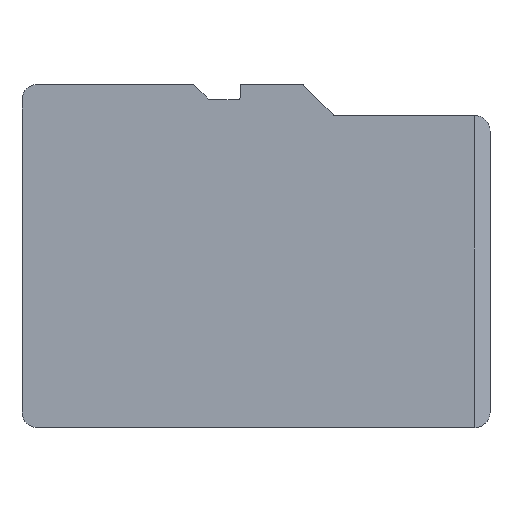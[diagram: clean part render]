
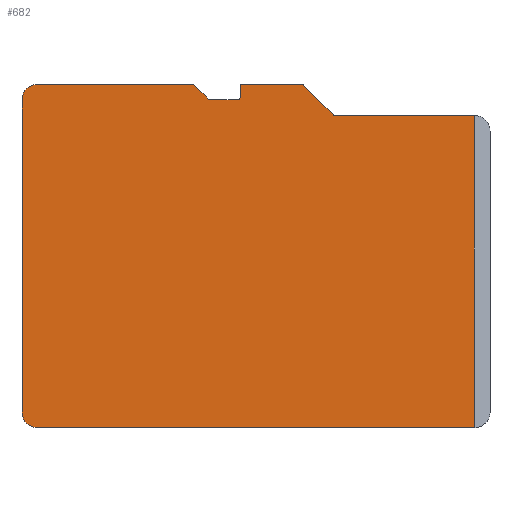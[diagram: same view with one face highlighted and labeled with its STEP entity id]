
A CAD part, top view. The second image highlights one B-rep face of the part: STEP entity #682.
In plain terms, the highlighted planar face has unit normal (0, 0, 1).
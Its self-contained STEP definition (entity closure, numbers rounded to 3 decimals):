
#332=CARTESIAN_POINT('',(-38.8,-4.605,-3.905));
#333=VERTEX_POINT('',#332);
#418=CARTESIAN_POINT('',(-38.8,5.395,-3.905));
#419=VERTEX_POINT('',#418);
#436=CARTESIAN_POINT('',(-38.8,-4.605,-3.905));
#437=DIRECTION('',(0.,1.,0.));
#438=VECTOR('',#437,10.);
#439=LINE('',#436,#438);
#440=EDGE_CURVE('',#333,#419,#439,.T.);
#483=CARTESIAN_POINT('',(-53.154,-4.459,-3.905));
#484=VERTEX_POINT('',#483);
#491=CARTESIAN_POINT('',(-53.3,-4.105,-3.905));
#492=VERTEX_POINT('',#491);
#493=CARTESIAN_POINT('',(-52.8,-4.105,-3.905));
#494=DIRECTION('',(-0.,0.,-1.));
#495=DIRECTION('',(0.,1.,0.));
#496=AXIS2_PLACEMENT_3D('',#493,#494,#495);
#497=CIRCLE('',#496,0.5);
#498=EDGE_CURVE('',#484,#492,#497,.T.);
#524=CARTESIAN_POINT('',(-53.3,5.895,-3.905));
#525=VERTEX_POINT('',#524);
#526=CARTESIAN_POINT('',(-53.3,-4.105,-3.905));
#527=DIRECTION('',(0.,1.,0.));
#528=VECTOR('',#527,10.);
#529=LINE('',#526,#528);
#530=EDGE_CURVE('',#492,#525,#529,.T.);
#549=CARTESIAN_POINT('',(-38.55,-4.355,-3.905));
#550=DIRECTION('',(-0.,0.,-1.));
#551=DIRECTION('',(0.,1.,0.));
#552=AXIS2_PLACEMENT_3D('',#549,#550,#551);
#553=PLANE('',#552);
#554=ORIENTED_EDGE('',*,*,#498,.F.);
#555=CARTESIAN_POINT('',(-52.8,-4.605,-3.905));
#556=VERTEX_POINT('',#555);
#557=CARTESIAN_POINT('',(-52.8,-4.105,-3.905));
#558=DIRECTION('',(-0.,0.,-1.));
#559=DIRECTION('',(0.,1.,0.));
#560=AXIS2_PLACEMENT_3D('',#557,#558,#559);
#561=CIRCLE('',#560,0.5);
#562=EDGE_CURVE('',#556,#484,#561,.T.);
#563=ORIENTED_EDGE('',*,*,#562,.F.);
#564=CARTESIAN_POINT('',(-38.8,-4.605,-3.905));
#565=DIRECTION('',(-1.,0.,0.));
#566=VECTOR('',#565,14.);
#567=LINE('',#564,#566);
#568=EDGE_CURVE('',#333,#556,#567,.T.);
#569=ORIENTED_EDGE('',*,*,#568,.F.);
#570=ORIENTED_EDGE('',*,*,#440,.T.);
#571=CARTESIAN_POINT('',(-43.259,5.395,-3.905));
#572=VERTEX_POINT('',#571);
#573=CARTESIAN_POINT('',(-43.259,5.395,-3.905));
#574=DIRECTION('',(1.,-0.,-0.));
#575=VECTOR('',#574,4.459);
#576=LINE('',#573,#575);
#577=EDGE_CURVE('',#572,#419,#576,.T.);
#578=ORIENTED_EDGE('',*,*,#577,.F.);
#579=CARTESIAN_POINT('',(-43.329,5.424,-3.905));
#580=VERTEX_POINT('',#579);
#581=CARTESIAN_POINT('',(-43.259,5.495,-3.905));
#582=DIRECTION('',(0.,-0.,1.));
#583=DIRECTION('',(-0.,-1.,-0.));
#584=AXIS2_PLACEMENT_3D('',#581,#582,#583);
#585=CIRCLE('',#584,0.1);
#586=EDGE_CURVE('',#580,#572,#585,.T.);
#587=ORIENTED_EDGE('',*,*,#586,.F.);
#588=CARTESIAN_POINT('',(-44.271,6.366,-3.905));
#589=VERTEX_POINT('',#588);
#590=CARTESIAN_POINT('',(-44.271,6.366,-3.905));
#591=DIRECTION('',(0.707,-0.707,-0.));
#592=VECTOR('',#591,1.331);
#593=LINE('',#590,#592);
#594=EDGE_CURVE('',#589,#580,#593,.T.);
#595=ORIENTED_EDGE('',*,*,#594,.F.);
#596=CARTESIAN_POINT('',(-44.341,6.395,-3.905));
#597=VERTEX_POINT('',#596);
#598=CARTESIAN_POINT('',(-44.341,6.295,-3.905));
#599=DIRECTION('',(-0.,0.,-1.));
#600=DIRECTION('',(-0.,-1.,-0.));
#601=AXIS2_PLACEMENT_3D('',#598,#599,#600);
#602=CIRCLE('',#601,0.1);
#603=EDGE_CURVE('',#597,#589,#602,.T.);
#604=ORIENTED_EDGE('',*,*,#603,.F.);
#605=CARTESIAN_POINT('',(-46.3,6.395,-3.905));
#606=VERTEX_POINT('',#605);
#607=CARTESIAN_POINT('',(-46.3,6.395,-3.905));
#608=DIRECTION('',(1.,-0.,-0.));
#609=VECTOR('',#608,1.959);
#610=LINE('',#607,#609);
#611=EDGE_CURVE('',#606,#597,#610,.T.);
#612=ORIENTED_EDGE('',*,*,#611,.F.);
#613=CARTESIAN_POINT('',(-46.3,5.995,-3.905));
#614=VERTEX_POINT('',#613);
#615=CARTESIAN_POINT('',(-46.3,5.995,-3.905));
#616=DIRECTION('',(0.,1.,0.));
#617=VECTOR('',#616,0.4);
#618=LINE('',#615,#617);
#619=EDGE_CURVE('',#614,#606,#618,.T.);
#620=ORIENTED_EDGE('',*,*,#619,.F.);
#621=CARTESIAN_POINT('',(-46.4,5.895,-3.905));
#622=VERTEX_POINT('',#621);
#623=CARTESIAN_POINT('',(-46.4,5.995,-3.905));
#624=DIRECTION('',(0.,-0.,1.));
#625=DIRECTION('',(-0.,-1.,-0.));
#626=AXIS2_PLACEMENT_3D('',#623,#624,#625);
#627=CIRCLE('',#626,0.1);
#628=EDGE_CURVE('',#622,#614,#627,.T.);
#629=ORIENTED_EDGE('',*,*,#628,.F.);
#630=CARTESIAN_POINT('',(-47.259,5.895,-3.905));
#631=VERTEX_POINT('',#630);
#632=CARTESIAN_POINT('',(-47.259,5.895,-3.905));
#633=DIRECTION('',(1.,-0.,-0.));
#634=VECTOR('',#633,0.859);
#635=LINE('',#632,#634);
#636=EDGE_CURVE('',#631,#622,#635,.T.);
#637=ORIENTED_EDGE('',*,*,#636,.F.);
#638=CARTESIAN_POINT('',(-47.329,5.924,-3.905));
#639=VERTEX_POINT('',#638);
#640=CARTESIAN_POINT('',(-47.259,5.995,-3.905));
#641=DIRECTION('',(0.,-0.,1.));
#642=DIRECTION('',(-0.,-1.,-0.));
#643=AXIS2_PLACEMENT_3D('',#640,#641,#642);
#644=CIRCLE('',#643,0.1);
#645=EDGE_CURVE('',#639,#631,#644,.T.);
#646=ORIENTED_EDGE('',*,*,#645,.F.);
#647=CARTESIAN_POINT('',(-47.8,6.395,-3.905));
#648=VERTEX_POINT('',#647);
#649=CARTESIAN_POINT('',(-47.8,6.395,-3.905));
#650=DIRECTION('',(0.707,-0.707,-0.));
#651=VECTOR('',#650,0.666);
#652=LINE('',#649,#651);
#653=EDGE_CURVE('',#648,#639,#652,.T.);
#654=ORIENTED_EDGE('',*,*,#653,.F.);
#655=CARTESIAN_POINT('',(-52.8,6.395,-3.905));
#656=VERTEX_POINT('',#655);
#657=CARTESIAN_POINT('',(-52.8,6.395,-3.905));
#658=DIRECTION('',(1.,0.,-0.));
#659=VECTOR('',#658,5.);
#660=LINE('',#657,#659);
#661=EDGE_CURVE('',#656,#648,#660,.T.);
#662=ORIENTED_EDGE('',*,*,#661,.F.);
#663=CARTESIAN_POINT('',(-53.154,6.249,-3.905));
#664=VERTEX_POINT('',#663);
#665=CARTESIAN_POINT('',(-52.8,5.895,-3.905));
#666=DIRECTION('',(-0.,0.,-1.));
#667=DIRECTION('',(0.,1.,0.));
#668=AXIS2_PLACEMENT_3D('',#665,#666,#667);
#669=CIRCLE('',#668,0.5);
#670=EDGE_CURVE('',#664,#656,#669,.T.);
#671=ORIENTED_EDGE('',*,*,#670,.F.);
#672=CARTESIAN_POINT('',(-52.8,5.895,-3.905));
#673=DIRECTION('',(-0.,0.,-1.));
#674=DIRECTION('',(0.,1.,0.));
#675=AXIS2_PLACEMENT_3D('',#672,#673,#674);
#676=CIRCLE('',#675,0.5);
#677=EDGE_CURVE('',#525,#664,#676,.T.);
#678=ORIENTED_EDGE('',*,*,#677,.F.);
#679=ORIENTED_EDGE('',*,*,#530,.F.);
#680=EDGE_LOOP('',(#554,#563,#569,#570,#578,#587,#595,#604,#612,#620,#629,#637,#646,#654,#662,#671,#678,#679));
#681=FACE_BOUND('',#680,.T.);
#682=ADVANCED_FACE('',(#681),#553,.F.);
